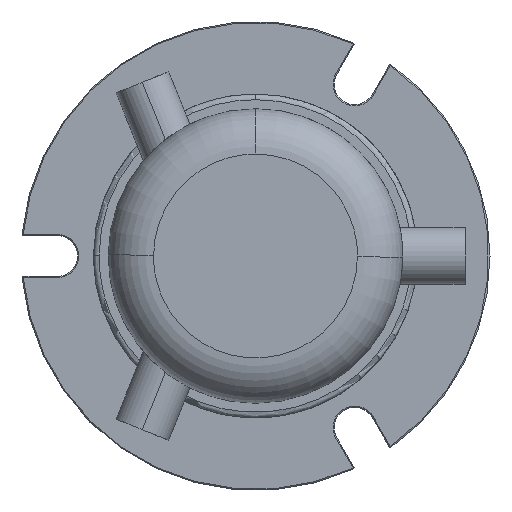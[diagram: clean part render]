
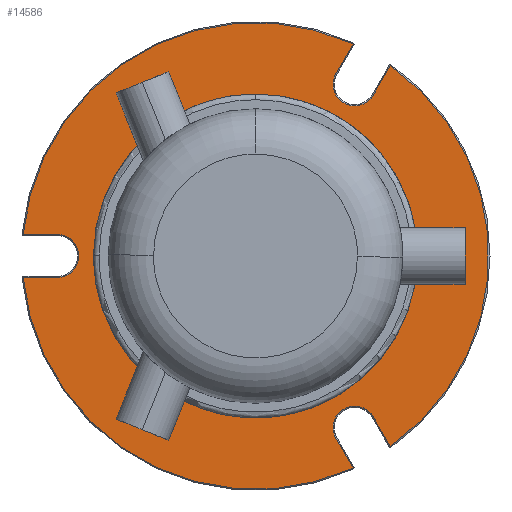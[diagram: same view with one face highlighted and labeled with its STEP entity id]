
A CAD part, front view. The second image highlights one B-rep face of the part: STEP entity #14586.
In plain terms, the highlighted planar face has unit normal (0, -1, 0).
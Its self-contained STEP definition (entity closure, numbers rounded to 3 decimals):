
#22 = VERTEX_POINT ( 'NONE', #10595 ) ;
#663 = DIRECTION ( 'NONE',  ( 0., 1., 0. ) ) ;
#938 = EDGE_CURVE ( 'NONE', #8402, #11652, #13191, .T. ) ;
#952 = DIRECTION ( 'NONE',  ( 0., -1., 0. ) ) ;
#1040 = CARTESIAN_POINT ( 'NONE',  ( 0., 0., 0. ) ) ;
#1099 = EDGE_CURVE ( 'NONE', #11652, #8402, #2843, .T. ) ;
#1102 = CARTESIAN_POINT ( 'NONE',  ( 0., 0., 9.35 ) ) ;
#1111 = PLANE ( 'NONE',  #7526 ) ;
#1123 = EDGE_CURVE ( 'NONE', #2259, #8101, #5275, .T. ) ;
#1153 = CARTESIAN_POINT ( 'NONE',  ( -0.95, 0., 1.645 ) ) ;
#1431 = CARTESIAN_POINT ( 'NONE',  ( -1.9, 0., 20.512 ) ) ;
#1542 = EDGE_CURVE ( 'NONE', #3735, #22, #12949, .T. ) ;
#2125 = LINE ( 'NONE', #3649, #7377 ) ;
#2162 = LINE ( 'NONE', #11831, #3635 ) ;
#2206 = VECTOR ( 'NONE', #5213, 1000. ) ;
#2259 = VERTEX_POINT ( 'NONE', #8644 ) ;
#2684 = DIRECTION ( 'NONE',  ( 0., 1., 0. ) ) ;
#2754 = ORIENTED_EDGE ( 'NONE', *, *, #15434, .T. ) ;
#2843 = CIRCLE ( 'NONE', #17044, 9.35 ) ;
#3148 = VERTEX_POINT ( 'NONE', #3516 ) ;
#3202 = EDGE_CURVE ( 'NONE', #8101, #17830, #5751, .T. ) ;
#3249 = CARTESIAN_POINT ( 'NONE',  ( 16.814, 0., -11.902 ) ) ;
#3490 = CIRCLE ( 'NONE', #13225, 1.9 ) ;
#3516 = CARTESIAN_POINT ( 'NONE',  ( 1.9, 0., 17.5 ) ) ;
#3595 = CARTESIAN_POINT ( 'NONE',  ( 1.9, 0., 0. ) ) ;
#3600 = ORIENTED_EDGE ( 'NONE', *, *, #12451, .T. ) ;
#3635 = VECTOR ( 'NONE', #6190, 1000. ) ;
#3649 = CARTESIAN_POINT ( 'NONE',  ( -0.95, 0., -1.645 ) ) ;
#3701 = AXIS2_PLACEMENT_3D ( 'NONE', #9234, #6487, #13497 ) ;
#3735 = VERTEX_POINT ( 'NONE', #13052 ) ;
#3845 = DIRECTION ( 'NONE',  ( 0., 0., 1. ) ) ;
#4484 = DIRECTION ( 'NONE',  ( 0., 0., 1. ) ) ;
#4488 = CARTESIAN_POINT ( 'NONE',  ( 16.105, 0., -7.105 ) ) ;
#4795 = DIRECTION ( 'NONE',  ( 0., 0., 1. ) ) ;
#4840 = EDGE_CURVE ( 'NONE', #22, #12162, #10483, .T. ) ;
#4997 = AXIS2_PLACEMENT_3D ( 'NONE', #15874, #663, #4484 ) ;
#5213 = DIRECTION ( 'NONE',  ( 0., 0., 1. ) ) ;
#5275 = LINE ( 'NONE', #1153, #16169 ) ;
#5394 = FACE_BOUND ( 'NONE', #9337, .T. ) ;
#5448 = DIRECTION ( 'NONE',  ( 0., -1., 0. ) ) ;
#5449 = DIRECTION ( 'NONE',  ( 0.866, 0., -0.5 ) ) ;
#5674 = DIRECTION ( 'NONE',  ( 0., 0., 1. ) ) ;
#5751 = CIRCLE ( 'NONE', #3701, 1.9 ) ;
#5839 = CARTESIAN_POINT ( 'NONE',  ( 14.205, 0., -10.395 ) ) ;
#5870 = DIRECTION ( 'NONE',  ( 0., 1., 0. ) ) ;
#5985 = VERTEX_POINT ( 'NONE', #14879 ) ;
#6045 = CARTESIAN_POINT ( 'NONE',  ( -16.105, 0., -7.105 ) ) ;
#6190 = DIRECTION ( 'NONE',  ( -0.866, 0., -0.5 ) ) ;
#6487 = DIRECTION ( 'NONE',  ( 0., 1., 0. ) ) ;
#6628 = CIRCLE ( 'NONE', #6910, 20.6 ) ;
#6656 = CARTESIAN_POINT ( 'NONE',  ( 0., 0., 0. ) ) ;
#6727 = DIRECTION ( 'NONE',  ( 0., 0., 1. ) ) ;
#6833 = LINE ( 'NONE', #15153, #10405 ) ;
#6910 = AXIS2_PLACEMENT_3D ( 'NONE', #17007, #5448, #14126 ) ;
#6983 = DIRECTION ( 'NONE',  ( 0., 0., 1. ) ) ;
#7165 = ORIENTED_EDGE ( 'NONE', *, *, #1542, .T. ) ;
#7371 = EDGE_CURVE ( 'NONE', #14820, #3148, #10627, .T. ) ;
#7377 = VECTOR ( 'NONE', #8067, 1000. ) ;
#7526 = AXIS2_PLACEMENT_3D ( 'NONE', #10858, #2684, #3845 ) ;
#7619 = CARTESIAN_POINT ( 'NONE',  ( 1.9, 0., 20.512 ) ) ;
#7850 = DIRECTION ( 'NONE',  ( 0., 0., -1. ) ) ;
#7882 = EDGE_CURVE ( 'NONE', #3148, #3735, #16529, .T. ) ;
#7915 = ORIENTED_EDGE ( 'NONE', *, *, #7882, .T. ) ;
#8067 = DIRECTION ( 'NONE',  ( -0.866, 0., 0.5 ) ) ;
#8101 = VERTEX_POINT ( 'NONE', #6045 ) ;
#8251 = EDGE_CURVE ( 'NONE', #13063, #13974, #2125, .T. ) ;
#8402 = VERTEX_POINT ( 'NONE', #17332 ) ;
#8542 = AXIS2_PLACEMENT_3D ( 'NONE', #15491, #5870, #5674 ) ;
#8644 = CARTESIAN_POINT ( 'NONE',  ( -18.714, 0., -8.611 ) ) ;
#8760 = AXIS2_PLACEMENT_3D ( 'NONE', #1040, #952, #6727 ) ;
#8853 = ORIENTED_EDGE ( 'NONE', *, *, #3202, .T. ) ;
#8972 = ORIENTED_EDGE ( 'NONE', *, *, #1123, .T. ) ;
#9065 = AXIS2_PLACEMENT_3D ( 'NONE', #12029, #17605, #13406 ) ;
#9234 = CARTESIAN_POINT ( 'NONE',  ( -15.155, 0., -8.75 ) ) ;
#9337 = EDGE_LOOP ( 'NONE', ( #17215, #9921 ) ) ;
#9338 = DIRECTION ( 'NONE',  ( 0., 0., 1. ) ) ;
#9389 = AXIS2_PLACEMENT_3D ( 'NONE', #12521, #11230, #6983 ) ;
#9393 = ORIENTED_EDGE ( 'NONE', *, *, #4840, .T. ) ;
#9628 = EDGE_CURVE ( 'NONE', #16381, #5985, #6833, .T. ) ;
#9703 = DIRECTION ( 'NONE',  ( 0., 1., 0. ) ) ;
#9921 = ORIENTED_EDGE ( 'NONE', *, *, #1099, .T. ) ;
#9954 = EDGE_CURVE ( 'NONE', #17830, #12516, #2162, .T. ) ;
#10405 = VECTOR ( 'NONE', #5449, 1000. ) ;
#10483 = LINE ( 'NONE', #12230, #2206 ) ;
#10595 = CARTESIAN_POINT ( 'NONE',  ( -1.9, 0., 17.5 ) ) ;
#10627 = LINE ( 'NONE', #3595, #17999 ) ;
#10827 = CIRCLE ( 'NONE', #8760, 20.6 ) ;
#10858 = CARTESIAN_POINT ( 'NONE',  ( 0., 0., 0. ) ) ;
#11130 = FACE_OUTER_BOUND ( 'NONE', #12992, .T. ) ;
#11230 = DIRECTION ( 'NONE',  ( 0., -1., 0. ) ) ;
#11407 = ORIENTED_EDGE ( 'NONE', *, *, #8251, .T. ) ;
#11448 = ORIENTED_EDGE ( 'NONE', *, *, #9954, .T. ) ;
#11652 = VERTEX_POINT ( 'NONE', #1102 ) ;
#11812 = CARTESIAN_POINT ( 'NONE',  ( 15.155, 0., -8.75 ) ) ;
#11831 = CARTESIAN_POINT ( 'NONE',  ( 0.95, 0., -1.645 ) ) ;
#11832 = ORIENTED_EDGE ( 'NONE', *, *, #9628, .T. ) ;
#12029 = CARTESIAN_POINT ( 'NONE',  ( 0., 0., 0. ) ) ;
#12162 = VERTEX_POINT ( 'NONE', #1431 ) ;
#12192 = ORIENTED_EDGE ( 'NONE', *, *, #18206, .T. ) ;
#12230 = CARTESIAN_POINT ( 'NONE',  ( -1.9, 0., 0. ) ) ;
#12379 = DIRECTION ( 'NONE',  ( 0.866, 0., 0.5 ) ) ;
#12451 = EDGE_CURVE ( 'NONE', #13974, #16381, #3490, .T. ) ;
#12516 = VERTEX_POINT ( 'NONE', #17839 ) ;
#12521 = CARTESIAN_POINT ( 'NONE',  ( 0., 0., 0. ) ) ;
#12949 = CIRCLE ( 'NONE', #4997, 1.9 ) ;
#12992 = EDGE_LOOP ( 'NONE', ( #7915, #7165, #9393, #14842, #8972, #8853, #11448, #12192, #11407, #3600, #11832, #2754, #13906 ) ) ;
#13052 = CARTESIAN_POINT ( 'NONE',  ( 0., 0., 15.6 ) ) ;
#13063 = VERTEX_POINT ( 'NONE', #3249 ) ;
#13191 = CIRCLE ( 'NONE', #9065, 9.35 ) ;
#13225 = AXIS2_PLACEMENT_3D ( 'NONE', #11812, #17469, #4795 ) ;
#13406 = DIRECTION ( 'NONE',  ( 0., 0., 1. ) ) ;
#13497 = DIRECTION ( 'NONE',  ( 0., 0., 1. ) ) ;
#13726 = EDGE_CURVE ( 'NONE', #12162, #2259, #17061, .T. ) ;
#13906 = ORIENTED_EDGE ( 'NONE', *, *, #7371, .T. ) ;
#13974 = VERTEX_POINT ( 'NONE', #5839 ) ;
#14126 = DIRECTION ( 'NONE',  ( 0., 0., 1. ) ) ;
#14586 = ADVANCED_FACE ( 'NONE', ( #5394, #11130 ), #1111, .F. ) ;
#14820 = VERTEX_POINT ( 'NONE', #7619 ) ;
#14842 = ORIENTED_EDGE ( 'NONE', *, *, #13726, .T. ) ;
#14879 = CARTESIAN_POINT ( 'NONE',  ( 18.714, 0., -8.611 ) ) ;
#15063 = CARTESIAN_POINT ( 'NONE',  ( -14.205, 0., -10.395 ) ) ;
#15153 = CARTESIAN_POINT ( 'NONE',  ( 0.95, 0., 1.645 ) ) ;
#15434 = EDGE_CURVE ( 'NONE', #5985, #14820, #6628, .T. ) ;
#15491 = CARTESIAN_POINT ( 'NONE',  ( 0., 0., 17.5 ) ) ;
#15874 = CARTESIAN_POINT ( 'NONE',  ( 0., 0., 17.5 ) ) ;
#16169 = VECTOR ( 'NONE', #12379, 1000. ) ;
#16381 = VERTEX_POINT ( 'NONE', #4488 ) ;
#16529 = CIRCLE ( 'NONE', #8542, 1.9 ) ;
#17007 = CARTESIAN_POINT ( 'NONE',  ( 0., 0., 0. ) ) ;
#17044 = AXIS2_PLACEMENT_3D ( 'NONE', #6656, #9703, #9338 ) ;
#17061 = CIRCLE ( 'NONE', #9389, 20.6 ) ;
#17215 = ORIENTED_EDGE ( 'NONE', *, *, #938, .T. ) ;
#17332 = CARTESIAN_POINT ( 'NONE',  ( 0., 0., -9.35 ) ) ;
#17469 = DIRECTION ( 'NONE',  ( 0., 1., 0. ) ) ;
#17605 = DIRECTION ( 'NONE',  ( 0., 1., 0. ) ) ;
#17830 = VERTEX_POINT ( 'NONE', #15063 ) ;
#17839 = CARTESIAN_POINT ( 'NONE',  ( -16.814, 0., -11.902 ) ) ;
#17999 = VECTOR ( 'NONE', #7850, 1000. ) ;
#18206 = EDGE_CURVE ( 'NONE', #12516, #13063, #10827, .T. ) ;
